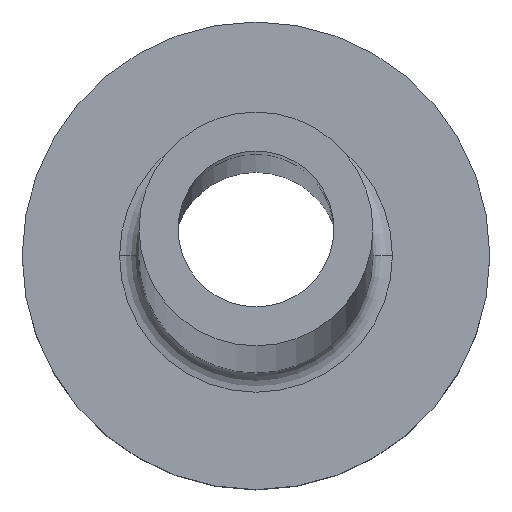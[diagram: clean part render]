
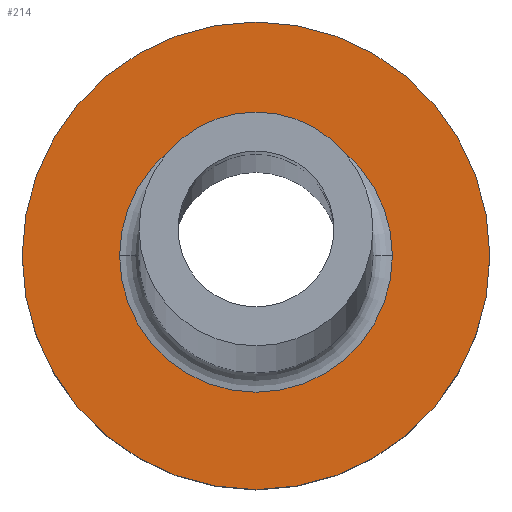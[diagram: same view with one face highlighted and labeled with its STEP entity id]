
A CAD part, top view. The second image highlights one B-rep face of the part: STEP entity #214.
In plain terms, the highlighted planar face has unit normal (0, 0, 1).
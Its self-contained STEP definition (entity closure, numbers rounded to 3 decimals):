
#3 = EDGE_CURVE ( 'NONE', #196, #418, #381, .T. ) ;
#15 = AXIS2_PLACEMENT_3D ( 'NONE', #74, #211, #393 ) ;
#32 = AXIS2_PLACEMENT_3D ( 'NONE', #339, #150, #369 ) ;
#49 = DIRECTION ( 'NONE',  ( 0., 0., 1. ) ) ;
#59 = AXIS2_PLACEMENT_3D ( 'NONE', #430, #103, #244 ) ;
#62 = CIRCLE ( 'NONE', #15, 3.5 ) ;
#64 = CARTESIAN_POINT ( 'NONE',  ( 0., 0., 5. ) ) ;
#68 = ORIENTED_EDGE ( 'NONE', *, *, #314, .T. ) ;
#74 = CARTESIAN_POINT ( 'NONE',  ( 0., 0., 5. ) ) ;
#77 = PLANE ( 'NONE',  #438 ) ;
#78 = CIRCLE ( 'NONE', #445, 6. ) ;
#93 = DIRECTION ( 'NONE',  ( 1., 0., 0. ) ) ;
#96 = ORIENTED_EDGE ( 'NONE', *, *, #402, .T. ) ;
#103 = DIRECTION ( 'NONE',  ( 0., 0., 1. ) ) ;
#117 = CIRCLE ( 'NONE', #32, 3.5 ) ;
#139 = FACE_BOUND ( 'NONE', #345, .T. ) ;
#150 = DIRECTION ( 'NONE',  ( 0., 0., -1. ) ) ;
#168 = VERTEX_POINT ( 'NONE', #444 ) ;
#196 = VERTEX_POINT ( 'NONE', #292 ) ;
#211 = DIRECTION ( 'NONE',  ( 0., 0., -1. ) ) ;
#214 = ADVANCED_FACE ( 'NONE', ( #139, #256 ), #77, .T. ) ;
#224 = DIRECTION ( 'NONE',  ( 1., 0., 0. ) ) ;
#229 = DIRECTION ( 'NONE',  ( 0., 0., 1. ) ) ;
#244 = DIRECTION ( 'NONE',  ( 1., 0., 0. ) ) ;
#256 = FACE_OUTER_BOUND ( 'NONE', #277, .T. ) ;
#277 = EDGE_LOOP ( 'NONE', ( #311, #96 ) ) ;
#292 = CARTESIAN_POINT ( 'NONE',  ( -6., 0., 5. ) ) ;
#311 = ORIENTED_EDGE ( 'NONE', *, *, #3, .T. ) ;
#314 = EDGE_CURVE ( 'NONE', #390, #168, #117, .T. ) ;
#324 = CARTESIAN_POINT ( 'NONE',  ( 6., 0., 5. ) ) ;
#339 = CARTESIAN_POINT ( 'NONE',  ( 0., 0., 5. ) ) ;
#344 = ORIENTED_EDGE ( 'NONE', *, *, #413, .T. ) ;
#345 = EDGE_LOOP ( 'NONE', ( #344, #68 ) ) ;
#359 = CARTESIAN_POINT ( 'NONE',  ( 0., 0., 5. ) ) ;
#369 = DIRECTION ( 'NONE',  ( 1., 0., 0. ) ) ;
#381 = CIRCLE ( 'NONE', #59, 6. ) ;
#390 = VERTEX_POINT ( 'NONE', #455 ) ;
#393 = DIRECTION ( 'NONE',  ( 1., 0., 0. ) ) ;
#402 = EDGE_CURVE ( 'NONE', #418, #196, #78, .T. ) ;
#413 = EDGE_CURVE ( 'NONE', #168, #390, #62, .T. ) ;
#418 = VERTEX_POINT ( 'NONE', #324 ) ;
#430 = CARTESIAN_POINT ( 'NONE',  ( 0., 0., 5. ) ) ;
#438 = AXIS2_PLACEMENT_3D ( 'NONE', #359, #49, #224 ) ;
#444 = CARTESIAN_POINT ( 'NONE',  ( 3.5, 0., 5. ) ) ;
#445 = AXIS2_PLACEMENT_3D ( 'NONE', #64, #229, #93 ) ;
#455 = CARTESIAN_POINT ( 'NONE',  ( -3.5, 0., 5. ) ) ;
